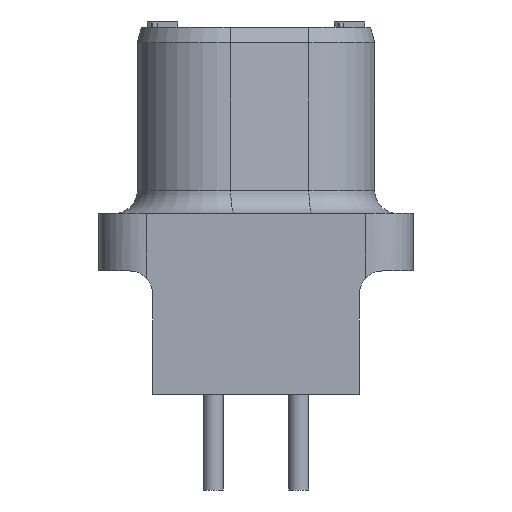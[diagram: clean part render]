
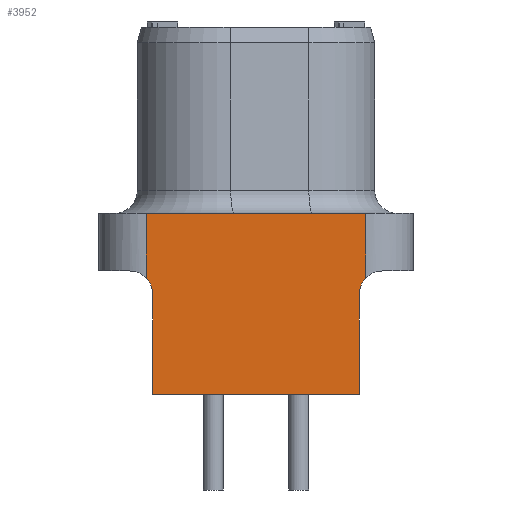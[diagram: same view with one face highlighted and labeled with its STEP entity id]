
A CAD part, left-side view. The second image highlights one B-rep face of the part: STEP entity #3952.
In plain terms, the highlighted planar face has unit normal (-1, 0, 0).
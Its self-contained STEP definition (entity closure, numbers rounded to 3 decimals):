
#514=DIRECTION('',(0.,-1.,0.));
#515=VECTOR('',#514,7.264);
#516=CARTESIAN_POINT('',(-19.571,3.632,-6.172));
#517=LINE('',#516,#515);
#586=DIRECTION('',(0.,-1.,0.));
#587=VECTOR('',#586,6.858);
#588=CARTESIAN_POINT('',(-19.571,3.429,-12.167));
#589=LINE('',#588,#587);
#650=CARTESIAN_POINT('',(-19.571,-4.191,-8.839));
#651=DIRECTION('',(1.,0.,0.));
#652=DIRECTION('',(0.,1.,0.));
#653=AXIS2_PLACEMENT_3D('',#650,#651,#652);
#680=DIRECTION('',(0.,0.,1.));
#681=VECTOR('',#680,2.149);
#682=CARTESIAN_POINT('',(-19.571,-3.632,-8.321));
#683=LINE('',#682,#681);
#684=DIRECTION('',(0.,0.,1.));
#685=VECTOR('',#684,3.327);
#686=CARTESIAN_POINT('',(-19.571,3.429,-12.167));
#687=LINE('',#686,#685);
#688=DIRECTION('',(0.,0.,1.));
#689=VECTOR('',#688,2.149);
#690=CARTESIAN_POINT('',(-19.571,3.632,-8.321));
#691=LINE('',#690,#689);
#692=DIRECTION('',(0.,0.,1.));
#693=VECTOR('',#692,3.327);
#694=CARTESIAN_POINT('',(-19.571,-3.429,-12.167));
#695=LINE('',#694,#693);
#737=CARTESIAN_POINT('',(-19.571,3.632,-8.321));
#739=CARTESIAN_POINT('',(-19.571,4.191,-8.839));
#740=DIRECTION('',(1.,0.,0.));
#741=DIRECTION('',(0.,-0.733,0.68));
#742=AXIS2_PLACEMENT_3D('',#739,#740,#741);
#2590=CARTESIAN_POINT('',(-19.571,3.429,-12.167));
#2591=CARTESIAN_POINT('',(-19.571,-3.429,-12.167));
#2592=VERTEX_POINT('',#2590);
#2593=VERTEX_POINT('',#2591);
#2646=CARTESIAN_POINT('',(-19.571,3.632,-6.172));
#2647=CARTESIAN_POINT('',(-19.571,-3.632,-6.172));
#2648=VERTEX_POINT('',#2646);
#2649=VERTEX_POINT('',#2647);
#3299=CARTESIAN_POINT('',(-19.571,-3.429,-8.839));
#3301=VERTEX_POINT('',#3299);
#3303=CARTESIAN_POINT('',(-19.571,3.429,-8.839));
#3305=VERTEX_POINT('',#3303);
#3311=CARTESIAN_POINT('',(-19.571,-3.632,-8.321));
#3312=VERTEX_POINT('',#3311);
#3315=VERTEX_POINT('',#737);
#3934=CARTESIAN_POINT('',(-19.571,5.207,-6.172));
#3935=DIRECTION('',(-1.,0.,0.));
#3936=DIRECTION('',(0.,-1.,0.));
#3937=AXIS2_PLACEMENT_3D('',#3934,#3935,#3936);
#3938=PLANE('',#3937);
#3940=ORIENTED_EDGE('',*,*,#3939,.T.);
#3942=ORIENTED_EDGE('',*,*,#3941,.F.);
#3944=ORIENTED_EDGE('',*,*,#3943,.T.);
#3945=ORIENTED_EDGE('',*,*,#3706,.T.);
#3946=ORIENTED_EDGE('',*,*,#3926,.F.);
#3947=ORIENTED_EDGE('',*,*,#3897,.F.);
#3948=ORIENTED_EDGE('',*,*,#3880,.F.);
#3949=ORIENTED_EDGE('',*,*,#3790,.F.);
#3950=EDGE_LOOP('',(#3940,#3942,#3944,#3945,#3946,#3947,#3948,#3949));
#3951=FACE_OUTER_BOUND('',#3950,.F.);
#654=CIRCLE('',#653,0.762);
#743=CIRCLE('',#742,0.762);
#3706=EDGE_CURVE('',#2648,#2649,#517,.T.);
#3790=EDGE_CURVE('',#2592,#2593,#589,.T.);
#3880=EDGE_CURVE('',#2593,#3301,#695,.T.);
#3897=EDGE_CURVE('',#3301,#3312,#654,.T.);
#3926=EDGE_CURVE('',#3312,#2649,#683,.T.);
#3939=EDGE_CURVE('',#2592,#3305,#687,.T.);
#3941=EDGE_CURVE('',#3315,#3305,#743,.T.);
#3943=EDGE_CURVE('',#3315,#2648,#691,.T.);
#3952=ADVANCED_FACE('',(#3951),#3938,.T.);
